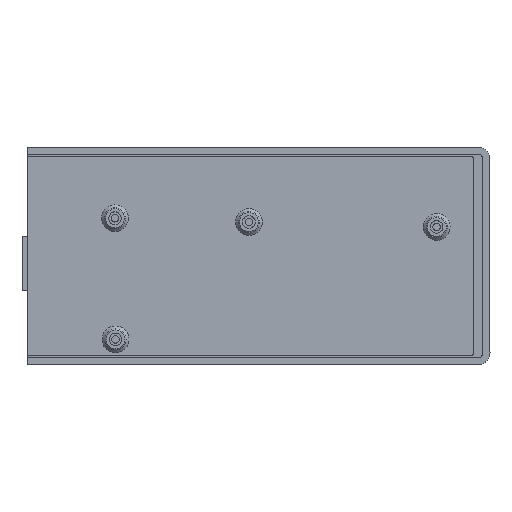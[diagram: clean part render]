
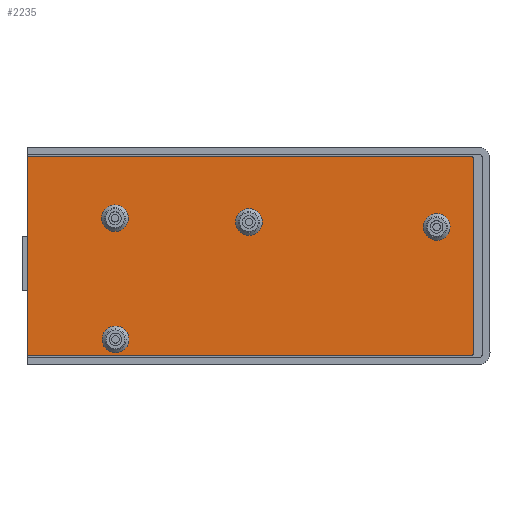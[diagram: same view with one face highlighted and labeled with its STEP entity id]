
A CAD part, top view. The second image highlights one B-rep face of the part: STEP entity #2235.
In plain terms, the highlighted planar face has unit normal (0, 0, 1).
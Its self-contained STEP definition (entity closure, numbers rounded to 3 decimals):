
#69=FACE_BOUND('',#491,.T.);
#70=FACE_BOUND('',#492,.T.);
#71=FACE_BOUND('',#493,.T.);
#72=FACE_BOUND('',#494,.T.);
#134=CIRCLE('',#2258,0.9);
#136=CIRCLE('',#2262,0.9);
#171=CIRCLE('',#2360,3.8);
#173=CIRCLE('',#2364,3.8);
#175=CIRCLE('',#2368,3.8);
#177=CIRCLE('',#2372,3.8);
#342=FACE_OUTER_BOUND('',#490,.T.);
#490=EDGE_LOOP('',(#2003,#2004,#2005,#2006,#2007,#2008));
#491=EDGE_LOOP('',(#2009));
#492=EDGE_LOOP('',(#2010));
#493=EDGE_LOOP('',(#2011));
#494=EDGE_LOOP('',(#2012));
#512=LINE('',#2962,#709);
#691=LINE('',#4079,#888);
#692=LINE('',#4082,#889);
#693=LINE('',#4083,#890);
#709=VECTOR('',#2444,10.);
#888=VECTOR('',#2915,10.);
#889=VECTOR('',#2918,10.);
#890=VECTOR('',#2919,10.);
#900=VERTEX_POINT('',#2952);
#902=VERTEX_POINT('',#2955);
#904=VERTEX_POINT('',#2961);
#906=VERTEX_POINT('',#2967);
#1063=VERTEX_POINT('',#3960);
#1065=VERTEX_POINT('',#3968);
#1067=VERTEX_POINT('',#3976);
#1069=VERTEX_POINT('',#3984);
#1096=VERTEX_POINT('',#4077);
#1097=VERTEX_POINT('',#4081);
#1111=EDGE_CURVE('',#902,#900,#134,.F.);
#1114=EDGE_CURVE('',#904,#902,#512,.F.);
#1117=EDGE_CURVE('',#906,#904,#136,.F.);
#1351=EDGE_CURVE('',#1063,#1063,#171,.T.);
#1355=EDGE_CURVE('',#1065,#1065,#173,.T.);
#1359=EDGE_CURVE('',#1067,#1067,#175,.T.);
#1362=EDGE_CURVE('',#1069,#1069,#177,.T.);
#1407=EDGE_CURVE('',#1096,#906,#691,.F.);
#1408=EDGE_CURVE('',#1096,#1097,#692,.T.);
#1409=EDGE_CURVE('',#900,#1097,#693,.F.);
#2003=ORIENTED_EDGE('',*,*,#1408,.F.);
#2004=ORIENTED_EDGE('',*,*,#1407,.T.);
#2005=ORIENTED_EDGE('',*,*,#1117,.T.);
#2006=ORIENTED_EDGE('',*,*,#1114,.T.);
#2007=ORIENTED_EDGE('',*,*,#1111,.T.);
#2008=ORIENTED_EDGE('',*,*,#1409,.T.);
#2009=ORIENTED_EDGE('',*,*,#1362,.F.);
#2010=ORIENTED_EDGE('',*,*,#1355,.F.);
#2011=ORIENTED_EDGE('',*,*,#1351,.F.);
#2012=ORIENTED_EDGE('',*,*,#1359,.F.);
#2104=PLANE('',#2407);
#2235=ADVANCED_FACE('',(#342,#69,#70,#71,#72),#2104,.T.);
#2258=AXIS2_PLACEMENT_3D('',#2956,#2437,#2438);
#2262=AXIS2_PLACEMENT_3D('',#2968,#2449,#2450);
#2360=AXIS2_PLACEMENT_3D('',#3962,#2784,#2785);
#2364=AXIS2_PLACEMENT_3D('',#3970,#2794,#2795);
#2368=AXIS2_PLACEMENT_3D('',#3978,#2804,#2805);
#2372=AXIS2_PLACEMENT_3D('',#3985,#2813,#2814);
#2407=AXIS2_PLACEMENT_3D('',#4080,#2916,#2917);
#2437=DIRECTION('center_axis',(0.,0.,-1.));
#2438=DIRECTION('ref_axis',(1.,0.001,0.));
#2444=DIRECTION('',(0.001,-1.,0.));
#2449=DIRECTION('center_axis',(0.,0.,-1.));
#2450=DIRECTION('ref_axis',(0.,-1.,0.));
#2784=DIRECTION('center_axis',(0.,0.,1.));
#2785=DIRECTION('ref_axis',(1.,0.,0.));
#2794=DIRECTION('center_axis',(0.,0.,1.));
#2795=DIRECTION('ref_axis',(1.,0.,0.));
#2804=DIRECTION('center_axis',(0.,0.,1.));
#2805=DIRECTION('ref_axis',(1.,0.,0.));
#2813=DIRECTION('center_axis',(0.,0.,1.));
#2814=DIRECTION('ref_axis',(1.,0.,0.));
#2915=DIRECTION('',(-1.,0.,0.));
#2916=DIRECTION('center_axis',(0.,0.,1.));
#2917=DIRECTION('ref_axis',(1.,0.,0.));
#2918=DIRECTION('',(-0.001,1.,0.));
#2919=DIRECTION('',(1.,0.,0.));
#2952=CARTESIAN_POINT('',(246.2,52.75,6.));
#2955=CARTESIAN_POINT('',(247.1,51.851,6.));
#2956=CARTESIAN_POINT('Origin',(246.2,51.85,6.));
#2961=CARTESIAN_POINT('',(247.13,-3.299,6.));
#2962=CARTESIAN_POINT('',(247.107,39.367,6.));
#2967=CARTESIAN_POINT('',(246.23,-4.2,6.));
#2968=CARTESIAN_POINT('Origin',(246.23,-3.3,6.));
#3960=CARTESIAN_POINT('',(140.846,35.064,6.));
#3962=CARTESIAN_POINT('Origin',(144.646,35.064,6.));
#3968=CARTESIAN_POINT('',(141.01,0.46,6.));
#3970=CARTESIAN_POINT('Origin',(144.81,0.46,6.));
#3976=CARTESIAN_POINT('',(232.71,32.58,6.));
#3978=CARTESIAN_POINT('Origin',(236.51,32.58,6.));
#3984=CARTESIAN_POINT('',(179.1,33.97,6.));
#3985=CARTESIAN_POINT('Origin',(182.9,33.97,6.));
#4077=CARTESIAN_POINT('',(119.63,-4.2,6.));
#4079=CARTESIAN_POINT('',(183.017,-4.2,6.));
#4080=CARTESIAN_POINT('Origin',(119.805,26.815,6.));
#4081=CARTESIAN_POINT('',(119.599,52.75,6.));
#4082=CARTESIAN_POINT('',(119.614,26.815,6.));
#4083=CARTESIAN_POINT('',(86.198,52.75,6.));
